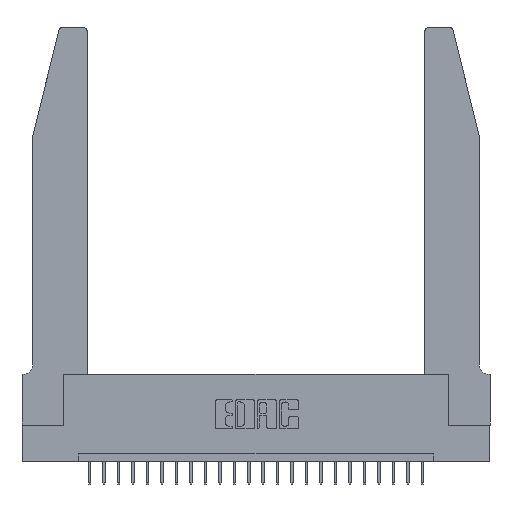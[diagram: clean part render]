
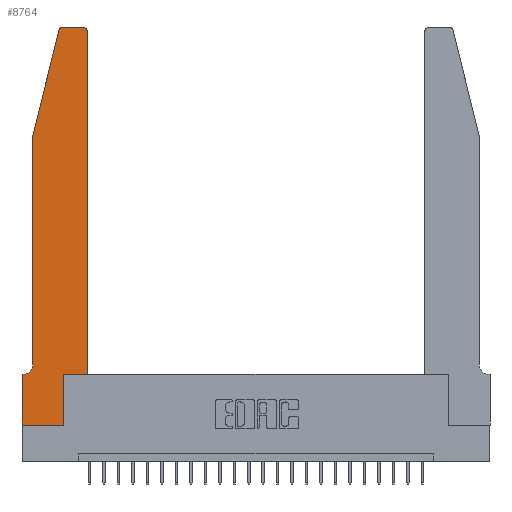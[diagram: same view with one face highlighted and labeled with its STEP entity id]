
A CAD part, top view. The second image highlights one B-rep face of the part: STEP entity #8764.
In plain terms, the highlighted planar face has unit normal (0, 0, 1).
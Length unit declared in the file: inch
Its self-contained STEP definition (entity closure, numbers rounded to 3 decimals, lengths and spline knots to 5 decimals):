
#23 = AXIS2_PLACEMENT_3D ( 'NONE', #8075, #14040, #11933 ) ;
#265 = DIRECTION ( 'NONE',  ( 1., 0., 0. ) ) ;
#354 = DIRECTION ( 'NONE',  ( 0., 0., 1. ) ) ;
#849 = LINE ( 'NONE', #1400, #11315 ) ;
#928 = VERTEX_POINT ( 'NONE', #2685 ) ;
#978 = CARTESIAN_POINT ( 'NONE',  ( 0.284, 2.75, 0.37 ) ) ;
#1090 = EDGE_CURVE ( 'NONE', #24587, #3190, #15402, .T. ) ;
#1400 = CARTESIAN_POINT ( 'NONE',  ( 0.0755, 2., 0.37 ) ) ;
#1609 = ORIENTED_EDGE ( 'NONE', *, *, #3875, .T. ) ;
#1681 = CARTESIAN_POINT ( 'NONE',  ( 0.4505, 0.35, 0.37 ) ) ;
#1835 = EDGE_LOOP ( 'NONE', ( #13771, #7654, #1916, #14869, #12519, #9265, #16730, #11762, #24693, #20404, #6060, #1609 ) ) ;
#1869 = VERTEX_POINT ( 'NONE', #10819 ) ;
#1881 = VECTOR ( 'NONE', #4864, 39.37008 ) ;
#1916 = ORIENTED_EDGE ( 'NONE', *, *, #19349, .T. ) ;
#2685 = CARTESIAN_POINT ( 'NONE',  ( 0.2865, 0.35, 0.37 ) ) ;
#2853 = EDGE_CURVE ( 'NONE', #3132, #24587, #5533, .T. ) ;
#2999 = AXIS2_PLACEMENT_3D ( 'NONE', #11254, #12978, #14901 ) ;
#3132 = VERTEX_POINT ( 'NONE', #12032 ) ;
#3190 = VERTEX_POINT ( 'NONE', #4721 ) ;
#3875 = EDGE_CURVE ( 'NONE', #6447, #13956, #20775, .T. ) ;
#3943 = CARTESIAN_POINT ( 'NONE',  ( 0.4205, 2.75, 0.37 ) ) ;
#4337 = EDGE_CURVE ( 'NONE', #1869, #928, #23132, .T. ) ;
#4721 = CARTESIAN_POINT ( 'NONE',  ( 0., 0.35, 0.37 ) ) ;
#4741 = CARTESIAN_POINT ( 'NONE',  ( 0.0755, 2., 0.37 ) ) ;
#4864 = DIRECTION ( 'NONE',  ( -0.239, -0.971, 0. ) ) ;
#5155 = VERTEX_POINT ( 'NONE', #10542 ) ;
#5533 = CIRCLE ( 'NONE', #18900, 0.07 ) ;
#5636 = LINE ( 'NONE', #1681, #9631 ) ;
#5978 = LINE ( 'NONE', #6981, #16061 ) ;
#6060 = ORIENTED_EDGE ( 'NONE', *, *, #7431, .T. ) ;
#6101 = AXIS2_PLACEMENT_3D ( 'NONE', #23680, #354, #265 ) ;
#6447 = VERTEX_POINT ( 'NONE', #24551 ) ;
#6981 = CARTESIAN_POINT ( 'NONE',  ( 0., 0., 0.37 ) ) ;
#7001 = CARTESIAN_POINT ( 'NONE',  ( 0.4505, 0.35, 0.37 ) ) ;
#7161 = VERTEX_POINT ( 'NONE', #13867 ) ;
#7379 = DIRECTION ( 'NONE',  ( 0., 0., -1. ) ) ;
#7431 = EDGE_CURVE ( 'NONE', #11190, #6447, #20423, .T. ) ;
#7438 = DIRECTION ( 'NONE',  ( 0., -1., 0. ) ) ;
#7654 = ORIENTED_EDGE ( 'NONE', *, *, #18907, .T. ) ;
#7882 = DIRECTION ( 'NONE',  ( 1., 0., 0. ) ) ;
#8003 = DIRECTION ( 'NONE',  ( 0., 1., 0. ) ) ;
#8045 = CIRCLE ( 'NONE', #23, 0.03 ) ;
#8075 = CARTESIAN_POINT ( 'NONE',  ( 0.284, 2.72, 0.37 ) ) ;
#8171 = FACE_OUTER_BOUND ( 'NONE', #1835, .T. ) ;
#8662 = VERTEX_POINT ( 'NONE', #24210 ) ;
#8764 = ADVANCED_FACE ( 'NONE', ( #8171 ), #18910, .T. ) ;
#8810 = DIRECTION ( 'NONE',  ( -1., 0., 0. ) ) ;
#8843 = EDGE_CURVE ( 'NONE', #13956, #16577, #14274, .T. ) ;
#9219 = CARTESIAN_POINT ( 'NONE',  ( 0.2605, 2.75, 0.37 ) ) ;
#9265 = ORIENTED_EDGE ( 'NONE', *, *, #1090, .T. ) ;
#9531 = DIRECTION ( 'NONE',  ( -1., 0., 0. ) ) ;
#9615 = CARTESIAN_POINT ( 'NONE',  ( 0.0055, 0.42, 0.37 ) ) ;
#9631 = VECTOR ( 'NONE', #7882, 39.37008 ) ;
#9741 = EDGE_CURVE ( 'NONE', #7161, #1869, #5978, .T. ) ;
#10542 = CARTESIAN_POINT ( 'NONE',  ( 0.0755, 2., 0.37 ) ) ;
#10545 = VECTOR ( 'NONE', #8810, 39.37008 ) ;
#10819 = CARTESIAN_POINT ( 'NONE',  ( 0.2865, 0., 0.37 ) ) ;
#10920 = VECTOR ( 'NONE', #23216, 39.37008 ) ;
#11190 = VERTEX_POINT ( 'NONE', #7001 ) ;
#11254 = CARTESIAN_POINT ( 'NONE',  ( 0., 0.35, 0.37 ) ) ;
#11315 = VECTOR ( 'NONE', #7438, 39.37008 ) ;
#11762 = ORIENTED_EDGE ( 'NONE', *, *, #9741, .T. ) ;
#11865 = DIRECTION ( 'NONE',  ( 0., 1., 0. ) ) ;
#11933 = DIRECTION ( 'NONE',  ( 1., 0., 0. ) ) ;
#12018 = CARTESIAN_POINT ( 'NONE',  ( 0.0055, 0.35, 0.37 ) ) ;
#12032 = CARTESIAN_POINT ( 'NONE',  ( 0.0755, 0.42, 0.37 ) ) ;
#12519 = ORIENTED_EDGE ( 'NONE', *, *, #2853, .T. ) ;
#12912 = CARTESIAN_POINT ( 'NONE',  ( 0.0755, 0.35, 0.37 ) ) ;
#12941 = LINE ( 'NONE', #4741, #1881 ) ;
#12978 = DIRECTION ( 'NONE',  ( 0., 0., 1. ) ) ;
#13771 = ORIENTED_EDGE ( 'NONE', *, *, #8843, .T. ) ;
#13867 = CARTESIAN_POINT ( 'NONE',  ( 0., 0., 0.37 ) ) ;
#13956 = VERTEX_POINT ( 'NONE', #3943 ) ;
#14040 = DIRECTION ( 'NONE',  ( 0., 0., 1. ) ) ;
#14274 = LINE ( 'NONE', #9219, #10920 ) ;
#14869 = ORIENTED_EDGE ( 'NONE', *, *, #23287, .T. ) ;
#14901 = DIRECTION ( 'NONE',  ( 1., 0., 0. ) ) ;
#15402 = LINE ( 'NONE', #12912, #10545 ) ;
#15858 = CARTESIAN_POINT ( 'NONE',  ( 0.2865, 0.35, 0.37 ) ) ;
#15913 = CARTESIAN_POINT ( 'NONE',  ( 0., 0., 0.37 ) ) ;
#16061 = VECTOR ( 'NONE', #17239, 39.37008 ) ;
#16577 = VERTEX_POINT ( 'NONE', #978 ) ;
#16730 = ORIENTED_EDGE ( 'NONE', *, *, #24641, .T. ) ;
#17239 = DIRECTION ( 'NONE',  ( 1., 0., 0. ) ) ;
#18900 = AXIS2_PLACEMENT_3D ( 'NONE', #9615, #7379, #9531 ) ;
#18907 = EDGE_CURVE ( 'NONE', #16577, #8662, #8045, .T. ) ;
#18910 = PLANE ( 'NONE',  #2999 ) ;
#19174 = CARTESIAN_POINT ( 'NONE',  ( 0.4505, 0.35, 0.37 ) ) ;
#19349 = EDGE_CURVE ( 'NONE', #8662, #5155, #12941, .T. ) ;
#19821 = LINE ( 'NONE', #15913, #23074 ) ;
#19843 = DIRECTION ( 'NONE',  ( 0., -1., 0. ) ) ;
#20404 = ORIENTED_EDGE ( 'NONE', *, *, #21178, .T. ) ;
#20423 = LINE ( 'NONE', #19174, #22203 ) ;
#20775 = CIRCLE ( 'NONE', #6101, 0.03 ) ;
#21178 = EDGE_CURVE ( 'NONE', #928, #11190, #5636, .T. ) ;
#21332 = VECTOR ( 'NONE', #11865, 39.37008 ) ;
#22203 = VECTOR ( 'NONE', #8003, 39.37008 ) ;
#23074 = VECTOR ( 'NONE', #19843, 39.37008 ) ;
#23132 = LINE ( 'NONE', #15858, #21332 ) ;
#23216 = DIRECTION ( 'NONE',  ( -1., 0., 0. ) ) ;
#23287 = EDGE_CURVE ( 'NONE', #5155, #3132, #849, .T. ) ;
#23680 = CARTESIAN_POINT ( 'NONE',  ( 0.4205, 2.72, 0.37 ) ) ;
#24210 = CARTESIAN_POINT ( 'NONE',  ( 0.25487, 2.72718, 0.37 ) ) ;
#24551 = CARTESIAN_POINT ( 'NONE',  ( 0.4505, 2.72, 0.37 ) ) ;
#24587 = VERTEX_POINT ( 'NONE', #12018 ) ;
#24641 = EDGE_CURVE ( 'NONE', #3190, #7161, #19821, .T. ) ;
#24693 = ORIENTED_EDGE ( 'NONE', *, *, #4337, .T. ) ;
